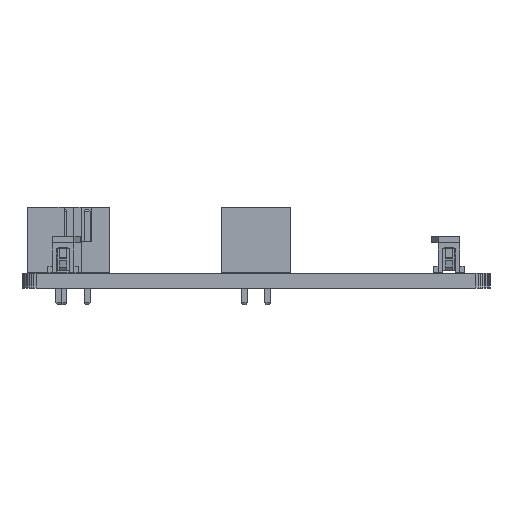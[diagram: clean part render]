
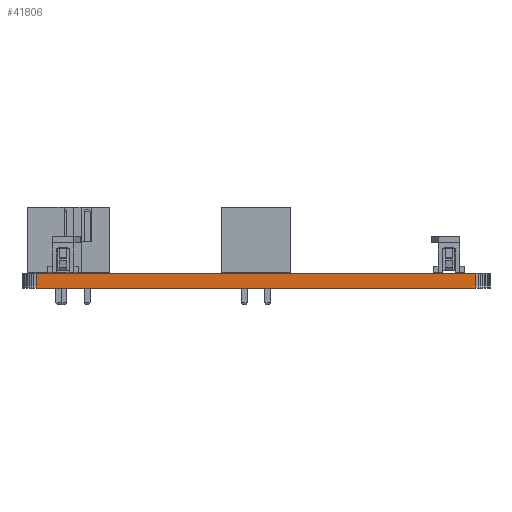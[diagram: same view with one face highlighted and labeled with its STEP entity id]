
A CAD part, left-side view. The second image highlights one B-rep face of the part: STEP entity #41806.
In plain terms, the highlighted planar face has unit normal (-1, 0, 0).
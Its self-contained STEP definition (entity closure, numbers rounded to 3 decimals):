
#33835 = PLANE('',#33836);
#33836 = AXIS2_PLACEMENT_3D('',#33837,#33838,#33839);
#33837 = CARTESIAN_POINT('',(175.4,-88.6,1.58));
#33838 = DIRECTION('',(-0.,-0.,-1.));
#33839 = DIRECTION('',(-1.,0.,0.));
#33889 = PLANE('',#33890);
#33890 = AXIS2_PLACEMENT_3D('',#33891,#33892,#33893);
#33891 = CARTESIAN_POINT('',(175.4,-88.6,0.));
#33892 = DIRECTION('',(-0.,-0.,-1.));
#33893 = DIRECTION('',(-1.,0.,0.));
#34838 = VERTEX_POINT('',#34839);
#34839 = CARTESIAN_POINT('',(140.4,-112.1,0.));
#34853 = PLANE('',#34854);
#34854 = AXIS2_PLACEMENT_3D('',#34855,#34856,#34857);
#34855 = CARTESIAN_POINT('',(140.418,-112.335,0.));
#34856 = DIRECTION('',(-0.997,-0.078,0.));
#34857 = DIRECTION('',(-0.078,0.997,0.));
#34865 = EDGE_CURVE('',#34838,#34866,#34868,.T.);
#34866 = VERTEX_POINT('',#34867);
#34867 = CARTESIAN_POINT('',(140.4,-65.1,0.));
#34868 = SURFACE_CURVE('',#34869,(#34873,#34880),.PCURVE_S1.);
#34869 = LINE('',#34870,#34871);
#34870 = CARTESIAN_POINT('',(140.4,-112.1,0.));
#34871 = VECTOR('',#34872,1.);
#34872 = DIRECTION('',(0.,1.,0.));
#34873 = PCURVE('',#33889,#34874);
#34874 = DEFINITIONAL_REPRESENTATION('',(#34875),#34879);
#34875 = LINE('',#34876,#34877);
#34876 = CARTESIAN_POINT('',(35.,-23.5));
#34877 = VECTOR('',#34878,1.);
#34878 = DIRECTION('',(0.,1.));
#34879 = ( GEOMETRIC_REPRESENTATION_CONTEXT(2) 
PARAMETRIC_REPRESENTATION_CONTEXT() REPRESENTATION_CONTEXT('2D SPACE',''
  ) );
#34880 = PCURVE('',#34881,#34886);
#34881 = PLANE('',#34882);
#34882 = AXIS2_PLACEMENT_3D('',#34883,#34884,#34885);
#34883 = CARTESIAN_POINT('',(140.4,-112.1,0.));
#34884 = DIRECTION('',(-1.,0.,0.));
#34885 = DIRECTION('',(0.,1.,0.));
#34886 = DEFINITIONAL_REPRESENTATION('',(#34887),#34891);
#34887 = LINE('',#34888,#34889);
#34888 = CARTESIAN_POINT('',(0.,0.));
#34889 = VECTOR('',#34890,1.);
#34890 = DIRECTION('',(1.,0.));
#34891 = ( GEOMETRIC_REPRESENTATION_CONTEXT(2) 
PARAMETRIC_REPRESENTATION_CONTEXT() REPRESENTATION_CONTEXT('2D SPACE',''
  ) );
#34909 = PLANE('',#34910);
#34910 = AXIS2_PLACEMENT_3D('',#34911,#34912,#34913);
#34911 = CARTESIAN_POINT('',(140.4,-65.1,0.));
#34912 = DIRECTION('',(-0.997,0.078,0.));
#34913 = DIRECTION('',(0.078,0.997,0.));
#38618 = VERTEX_POINT('',#38619);
#38619 = CARTESIAN_POINT('',(140.4,-112.1,1.58));
#38640 = EDGE_CURVE('',#38618,#38641,#38643,.T.);
#38641 = VERTEX_POINT('',#38642);
#38642 = CARTESIAN_POINT('',(140.4,-65.1,1.58));
#38643 = SURFACE_CURVE('',#38644,(#38648,#38655),.PCURVE_S1.);
#38644 = LINE('',#38645,#38646);
#38645 = CARTESIAN_POINT('',(140.4,-112.1,1.58));
#38646 = VECTOR('',#38647,1.);
#38647 = DIRECTION('',(0.,1.,0.));
#38648 = PCURVE('',#33835,#38649);
#38649 = DEFINITIONAL_REPRESENTATION('',(#38650),#38654);
#38650 = LINE('',#38651,#38652);
#38651 = CARTESIAN_POINT('',(35.,-23.5));
#38652 = VECTOR('',#38653,1.);
#38653 = DIRECTION('',(0.,1.));
#38654 = ( GEOMETRIC_REPRESENTATION_CONTEXT(2) 
PARAMETRIC_REPRESENTATION_CONTEXT() REPRESENTATION_CONTEXT('2D SPACE',''
  ) );
#38655 = PCURVE('',#34881,#38656);
#38656 = DEFINITIONAL_REPRESENTATION('',(#38657),#38661);
#38657 = LINE('',#38658,#38659);
#38658 = CARTESIAN_POINT('',(0.,-1.58));
#38659 = VECTOR('',#38660,1.);
#38660 = DIRECTION('',(1.,0.));
#38661 = ( GEOMETRIC_REPRESENTATION_CONTEXT(2) 
PARAMETRIC_REPRESENTATION_CONTEXT() REPRESENTATION_CONTEXT('2D SPACE',''
  ) );
#41756 = EDGE_CURVE('',#34866,#38641,#41757,.T.);
#41757 = SURFACE_CURVE('',#41758,(#41762,#41769),.PCURVE_S1.);
#41758 = LINE('',#41759,#41760);
#41759 = CARTESIAN_POINT('',(140.4,-65.1,0.));
#41760 = VECTOR('',#41761,1.);
#41761 = DIRECTION('',(0.,0.,1.));
#41762 = PCURVE('',#34909,#41763);
#41763 = DEFINITIONAL_REPRESENTATION('',(#41764),#41768);
#41764 = LINE('',#41765,#41766);
#41765 = CARTESIAN_POINT('',(0.,0.));
#41766 = VECTOR('',#41767,1.);
#41767 = DIRECTION('',(0.,-1.));
#41768 = ( GEOMETRIC_REPRESENTATION_CONTEXT(2) 
PARAMETRIC_REPRESENTATION_CONTEXT() REPRESENTATION_CONTEXT('2D SPACE',''
  ) );
#41769 = PCURVE('',#34881,#41770);
#41770 = DEFINITIONAL_REPRESENTATION('',(#41771),#41775);
#41771 = LINE('',#41772,#41773);
#41772 = CARTESIAN_POINT('',(47.,0.));
#41773 = VECTOR('',#41774,1.);
#41774 = DIRECTION('',(0.,-1.));
#41775 = ( GEOMETRIC_REPRESENTATION_CONTEXT(2) 
PARAMETRIC_REPRESENTATION_CONTEXT() REPRESENTATION_CONTEXT('2D SPACE',''
  ) );
#41806 = ADVANCED_FACE('',(#41807),#34881,.T.);
#41807 = FACE_BOUND('',#41808,.T.);
#41808 = EDGE_LOOP('',(#41809,#41830,#41831,#41832));
#41809 = ORIENTED_EDGE('',*,*,#41810,.T.);
#41810 = EDGE_CURVE('',#34838,#38618,#41811,.T.);
#41811 = SURFACE_CURVE('',#41812,(#41816,#41823),.PCURVE_S1.);
#41812 = LINE('',#41813,#41814);
#41813 = CARTESIAN_POINT('',(140.4,-112.1,0.));
#41814 = VECTOR('',#41815,1.);
#41815 = DIRECTION('',(0.,0.,1.));
#41816 = PCURVE('',#34881,#41817);
#41817 = DEFINITIONAL_REPRESENTATION('',(#41818),#41822);
#41818 = LINE('',#41819,#41820);
#41819 = CARTESIAN_POINT('',(0.,0.));
#41820 = VECTOR('',#41821,1.);
#41821 = DIRECTION('',(0.,-1.));
#41822 = ( GEOMETRIC_REPRESENTATION_CONTEXT(2) 
PARAMETRIC_REPRESENTATION_CONTEXT() REPRESENTATION_CONTEXT('2D SPACE',''
  ) );
#41823 = PCURVE('',#34853,#41824);
#41824 = DEFINITIONAL_REPRESENTATION('',(#41825),#41829);
#41825 = LINE('',#41826,#41827);
#41826 = CARTESIAN_POINT('',(0.235,0.));
#41827 = VECTOR('',#41828,1.);
#41828 = DIRECTION('',(0.,-1.));
#41829 = ( GEOMETRIC_REPRESENTATION_CONTEXT(2) 
PARAMETRIC_REPRESENTATION_CONTEXT() REPRESENTATION_CONTEXT('2D SPACE',''
  ) );
#41830 = ORIENTED_EDGE('',*,*,#38640,.T.);
#41831 = ORIENTED_EDGE('',*,*,#41756,.F.);
#41832 = ORIENTED_EDGE('',*,*,#34865,.F.);
